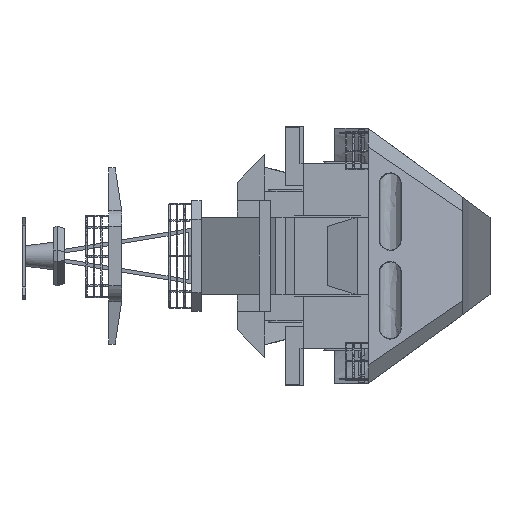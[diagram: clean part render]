
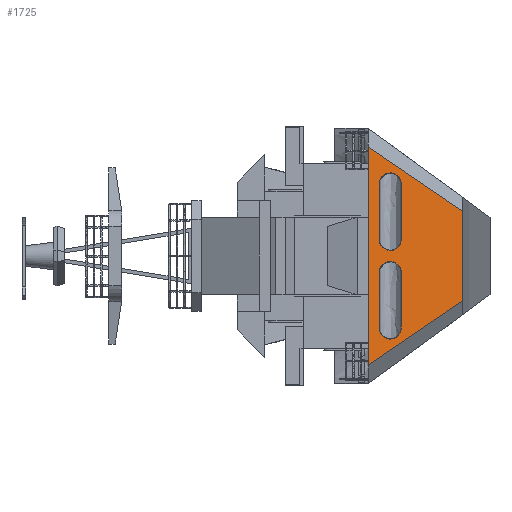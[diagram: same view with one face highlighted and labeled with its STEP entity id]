
A CAD part, left-side view. The second image highlights one B-rep face of the part: STEP entity #1725.
In plain terms, the highlighted free-form (B-spline) face has degree [1, 1] with [2, 2] control points.
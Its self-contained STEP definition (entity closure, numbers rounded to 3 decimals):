
#1353 = EDGE_CURVE('',#1354,#1356,#1358,.T.);
#1354 = VERTEX_POINT('',#1355);
#1355 = CARTESIAN_POINT('',(1418.182,-1800.,900.));
#1356 = VERTEX_POINT('',#1357);
#1357 = CARTESIAN_POINT('',(472.727,-600.,900.));
#1358 = ( BOUNDED_CURVE() B_SPLINE_CURVE(2,(#1359,#1360,#1361,#1362,
#1363),.UNSPECIFIED.,.F.,.F.) B_SPLINE_CURVE_WITH_KNOTS((3,2,3),(
    0.,1.571,3.142),.UNSPECIFIED.) 
CURVE() GEOMETRIC_REPRESENTATION_ITEM() RATIONAL_B_SPLINE_CURVE((1.,
0.707,1.,0.707,1.)) REPRESENTATION_ITEM('') );
#1359 = CARTESIAN_POINT('',(1418.182,-1800.,900.));
#1360 = CARTESIAN_POINT('',(1418.182,-1800.,300.));
#1361 = CARTESIAN_POINT('',(945.455,-1200.,300.));
#1362 = CARTESIAN_POINT('',(472.727,-600.,300.));
#1363 = CARTESIAN_POINT('',(472.727,-600.,900.));
#1401 = EDGE_CURVE('',#1402,#1404,#1406,.T.);
#1402 = VERTEX_POINT('',#1403);
#1403 = CARTESIAN_POINT('',(472.727,-600.,3900.));
#1404 = VERTEX_POINT('',#1405);
#1405 = CARTESIAN_POINT('',(1418.182,-1800.,3900.));
#1406 = ( BOUNDED_CURVE() B_SPLINE_CURVE(2,(#1407,#1408,#1409,#1410,
#1411),.UNSPECIFIED.,.F.,.F.) B_SPLINE_CURVE_WITH_KNOTS((3,2,3),(
    0.,1.571,3.142),.UNSPECIFIED.) 
CURVE() GEOMETRIC_REPRESENTATION_ITEM() RATIONAL_B_SPLINE_CURVE((1.,
0.707,1.,0.707,1.)) REPRESENTATION_ITEM('') );
#1407 = CARTESIAN_POINT('',(472.727,-600.,3900.));
#1408 = CARTESIAN_POINT('',(472.727,-600.,4500.));
#1409 = CARTESIAN_POINT('',(945.455,-1200.,4500.));
#1410 = CARTESIAN_POINT('',(1418.182,-1800.,4500.));
#1411 = CARTESIAN_POINT('',(1418.182,-1800.,3900.));
#1449 = EDGE_CURVE('',#1450,#1452,#1454,.T.);
#1450 = VERTEX_POINT('',#1451);
#1451 = CARTESIAN_POINT('',(1418.182,-1800.,-3900.));
#1452 = VERTEX_POINT('',#1453);
#1453 = CARTESIAN_POINT('',(472.727,-600.,-3900.));
#1454 = ( BOUNDED_CURVE() B_SPLINE_CURVE(2,(#1455,#1456,#1457,#1458,
#1459),.UNSPECIFIED.,.F.,.F.) B_SPLINE_CURVE_WITH_KNOTS((3,2,3),(
    0.,1.571,3.142),.UNSPECIFIED.) 
CURVE() GEOMETRIC_REPRESENTATION_ITEM() RATIONAL_B_SPLINE_CURVE((1.,
0.707,1.,0.707,1.)) REPRESENTATION_ITEM('') );
#1455 = CARTESIAN_POINT('',(1418.182,-1800.,-3900.));
#1456 = CARTESIAN_POINT('',(1418.182,-1800.,-4500.));
#1457 = CARTESIAN_POINT('',(945.455,-1200.,-4500.));
#1458 = CARTESIAN_POINT('',(472.727,-600.,-4500.));
#1459 = CARTESIAN_POINT('',(472.727,-600.,-3900.));
#1497 = EDGE_CURVE('',#1498,#1500,#1502,.T.);
#1498 = VERTEX_POINT('',#1499);
#1499 = CARTESIAN_POINT('',(472.727,-600.,-900.));
#1500 = VERTEX_POINT('',#1501);
#1501 = CARTESIAN_POINT('',(1418.182,-1800.,-900.)
  );
#1502 = ( BOUNDED_CURVE() B_SPLINE_CURVE(2,(#1503,#1504,#1505,#1506,
#1507),.UNSPECIFIED.,.F.,.F.) B_SPLINE_CURVE_WITH_KNOTS((3,2,3),(0.,
1.571,3.142),.UNSPECIFIED.) CURVE() 
GEOMETRIC_REPRESENTATION_ITEM() RATIONAL_B_SPLINE_CURVE((1.,
0.707,1.,0.707,1.)) REPRESENTATION_ITEM('') );
#1503 = CARTESIAN_POINT('',(472.727,-600.,-900.));
#1504 = CARTESIAN_POINT('',(472.727,-600.,-300.));
#1505 = CARTESIAN_POINT('',(945.455,-1200.,-300.));
#1506 = CARTESIAN_POINT('',(1418.182,-1800.,-300.)
  );
#1507 = CARTESIAN_POINT('',(1418.182,-1800.,-900.)
  );
#1648 = VERTEX_POINT('',#1649);
#1649 = CARTESIAN_POINT('',(4018.182,-5100.,
    -2422.727));
#1679 = VERTEX_POINT('',#1680);
#1680 = CARTESIAN_POINT('',(4018.182,-5100.,
    2422.727));
#1686 = EDGE_CURVE('',#1648,#1679,#1687,.T.);
#1687 = B_SPLINE_CURVE_WITH_KNOTS('',1,(#1688,#1689),.UNSPECIFIED.,.F.,
  .F.,(2,2),(-242.273,242.273),.PIECEWISE_BEZIER_KNOTS.);
#1688 = CARTESIAN_POINT('',(4018.182,-5100.,
    -2422.727));
#1689 = CARTESIAN_POINT('',(4018.182,-5100.,
    2422.727));
#1702 = EDGE_CURVE('',#1648,#1703,#1705,.T.);
#1703 = VERTEX_POINT('',#1704);
#1704 = CARTESIAN_POINT('',(0.,0.,-5900.));
#1705 = B_SPLINE_CURVE_WITH_KNOTS('',1,(#1706,#1707),.UNSPECIFIED.,.F.,
  .F.,(2,2),(216.626,953.153),.PIECEWISE_BEZIER_KNOTS.);
#1706 = CARTESIAN_POINT('',(4018.182,-5100.,
    -2422.727));
#1707 = CARTESIAN_POINT('',(0.,0.,-5900.));
#1725 = ADVANCED_FACE('',(#1726,#1742,#1756),#1770,.T.);
#1726 = FACE_BOUND('',#1727,.T.);
#1727 = EDGE_LOOP('',(#1728,#1729,#1736,#1741));
#1728 = ORIENTED_EDGE('',*,*,#1686,.T.);
#1729 = ORIENTED_EDGE('',*,*,#1730,.T.);
#1730 = EDGE_CURVE('',#1679,#1731,#1733,.T.);
#1731 = VERTEX_POINT('',#1732);
#1732 = CARTESIAN_POINT('',(0.,0.,5900.));
#1733 = B_SPLINE_CURVE_WITH_KNOTS('',1,(#1734,#1735),.UNSPECIFIED.,.F.,
  .F.,(2,2),(216.626,953.153),.PIECEWISE_BEZIER_KNOTS.);
#1734 = CARTESIAN_POINT('',(4018.182,-5100.,
    2422.727));
#1735 = CARTESIAN_POINT('',(0.,0.,5900.));
#1736 = ORIENTED_EDGE('',*,*,#1737,.F.);
#1737 = EDGE_CURVE('',#1703,#1731,#1738,.T.);
#1738 = B_SPLINE_CURVE_WITH_KNOTS('',1,(#1739,#1740),.UNSPECIFIED.,.F.,
  .F.,(2,2),(0.,1180.),.PIECEWISE_BEZIER_KNOTS.);
#1739 = CARTESIAN_POINT('',(0.,0.,-5900.));
#1740 = CARTESIAN_POINT('',(0.,0.,5900.));
#1741 = ORIENTED_EDGE('',*,*,#1702,.F.);
#1742 = FACE_BOUND('',#1743,.T.);
#1743 = EDGE_LOOP('',(#1744,#1745,#1750,#1751));
#1744 = ORIENTED_EDGE('',*,*,#1401,.T.);
#1745 = ORIENTED_EDGE('',*,*,#1746,.T.);
#1746 = EDGE_CURVE('',#1404,#1354,#1747,.T.);
#1747 = B_SPLINE_CURVE_WITH_KNOTS('',1,(#1748,#1749),.UNSPECIFIED.,.F.,
  .F.,(2,2),(-265.,35.),.PIECEWISE_BEZIER_KNOTS.);
#1748 = CARTESIAN_POINT('',(1418.182,-1800.,3900.));
#1749 = CARTESIAN_POINT('',(1418.182,-1800.,900.));
#1750 = ORIENTED_EDGE('',*,*,#1353,.T.);
#1751 = ORIENTED_EDGE('',*,*,#1752,.T.);
#1752 = EDGE_CURVE('',#1356,#1402,#1753,.T.);
#1753 = B_SPLINE_CURVE_WITH_KNOTS('',1,(#1754,#1755),.UNSPECIFIED.,.F.,
  .F.,(2,2),(115.,415.),.PIECEWISE_BEZIER_KNOTS.);
#1754 = CARTESIAN_POINT('',(472.727,-600.,900.));
#1755 = CARTESIAN_POINT('',(472.727,-600.,3900.));
#1756 = FACE_BOUND('',#1757,.T.);
#1757 = EDGE_LOOP('',(#1758,#1763,#1764,#1769));
#1758 = ORIENTED_EDGE('',*,*,#1759,.T.);
#1759 = EDGE_CURVE('',#1452,#1498,#1760,.T.);
#1760 = B_SPLINE_CURVE_WITH_KNOTS('',1,(#1761,#1762),.UNSPECIFIED.,.F.,
  .F.,(2,2),(-125.,175.),.PIECEWISE_BEZIER_KNOTS.);
#1761 = CARTESIAN_POINT('',(472.727,-600.,-3900.));
#1762 = CARTESIAN_POINT('',(472.727,-600.,-900.));
#1763 = ORIENTED_EDGE('',*,*,#1497,.T.);
#1764 = ORIENTED_EDGE('',*,*,#1765,.T.);
#1765 = EDGE_CURVE('',#1500,#1450,#1766,.T.);
#1766 = B_SPLINE_CURVE_WITH_KNOTS('',1,(#1767,#1768),.UNSPECIFIED.,.F.,
  .F.,(2,2),(-25.,275.),.PIECEWISE_BEZIER_KNOTS.);
#1767 = CARTESIAN_POINT('',(1418.182,-1800.,-900.)
  );
#1768 = CARTESIAN_POINT('',(1418.182,-1800.,-3900.));
#1769 = ORIENTED_EDGE('',*,*,#1449,.T.);
#1770 = B_SPLINE_SURFACE_WITH_KNOTS('',1,1,(
    (#1771,#1772)
    ,(#1773,#1774
    )),.UNSPECIFIED.,.F.,.F.,.F.,(2,2),(2,2),(-450.001,730.001),(
    190.962,840.239),.PIECEWISE_BEZIER_KNOTS.);
#1771 = CARTESIAN_POINT('',(4018.188,-5100.008,
    -5900.01));
#1772 = CARTESIAN_POINT('',(-0.006,0.008,
    -5900.01));
#1773 = CARTESIAN_POINT('',(4018.188,-5100.008,
    5900.01));
#1774 = CARTESIAN_POINT('',(-0.006,0.008,
    5900.01));
